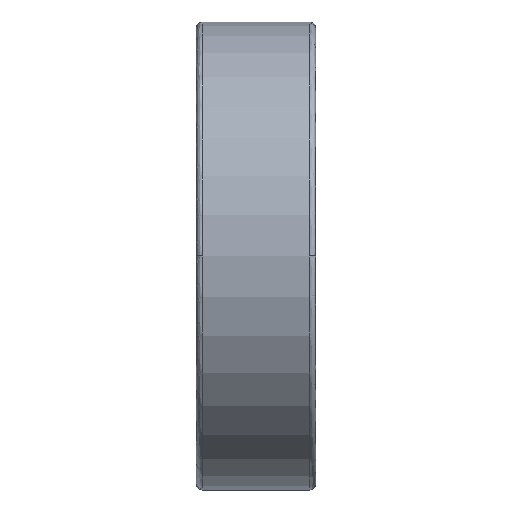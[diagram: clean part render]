
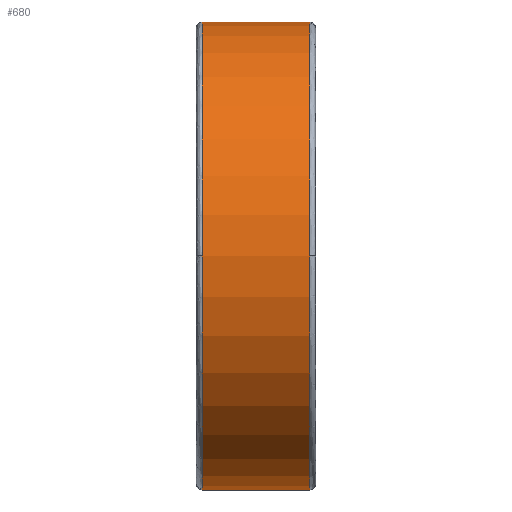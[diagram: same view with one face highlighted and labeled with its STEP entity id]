
A CAD part, front view. The second image highlights one B-rep face of the part: STEP entity #680.
In plain terms, the highlighted cylindrical face has radius 23.5 mm (diameter 47 mm), a partial arc.
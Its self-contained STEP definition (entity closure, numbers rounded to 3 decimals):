
#2 = EDGE_CURVE ( 'NONE', #595, #843, #517, .T. ) ;
#13 = DIRECTION ( 'NONE',  ( -1., 0., 0. ) ) ;
#22 = DIRECTION ( 'NONE',  ( 0., 0., -1. ) ) ;
#97 = CIRCLE ( 'NONE', #443, 23.5 ) ;
#100 = ORIENTED_EDGE ( 'NONE', *, *, #2, .T. ) ;
#117 = ORIENTED_EDGE ( 'NONE', *, *, #716, .T. ) ;
#122 = CARTESIAN_POINT ( 'NONE',  ( 11.4, 0., -23.5 ) ) ;
#135 = DIRECTION ( 'NONE',  ( 0., 0., -1. ) ) ;
#149 = CIRCLE ( 'NONE', #473, 23.5 ) ;
#161 = FACE_OUTER_BOUND ( 'NONE', #643, .T. ) ;
#168 = EDGE_CURVE ( 'NONE', #816, #843, #452, .T. ) ;
#175 = VECTOR ( 'NONE', #511, 1000. ) ;
#208 = CARTESIAN_POINT ( 'NONE',  ( 0.6, -23.5, 0. ) ) ;
#223 = DIRECTION ( 'NONE',  ( -1., 0., 0. ) ) ;
#243 = EDGE_CURVE ( 'NONE', #816, #824, #97, .T. ) ;
#251 = VERTEX_POINT ( 'NONE', #122 ) ;
#264 = DIRECTION ( 'NONE',  ( 1., 0., 0. ) ) ;
#266 = CIRCLE ( 'NONE', #457, 23.5 ) ;
#288 = CYLINDRICAL_SURFACE ( 'NONE', #410, 23.5 ) ;
#294 = DIRECTION ( 'NONE',  ( 1., 0., 0. ) ) ;
#301 = ORIENTED_EDGE ( 'NONE', *, *, #243, .T. ) ;
#322 = DIRECTION ( 'NONE',  ( 1., 0., 0. ) ) ;
#340 = VERTEX_POINT ( 'NONE', #608 ) ;
#354 = CARTESIAN_POINT ( 'NONE',  ( 11.4, 0., 0. ) ) ;
#368 = LINE ( 'NONE', #822, #175 ) ;
#410 = AXIS2_PLACEMENT_3D ( 'NONE', #779, #264, #719 ) ;
#415 = DIRECTION ( 'NONE',  ( 0., 0., -1. ) ) ;
#417 = AXIS2_PLACEMENT_3D ( 'NONE', #354, #223, #415 ) ;
#443 = AXIS2_PLACEMENT_3D ( 'NONE', #778, #322, #592 ) ;
#452 = LINE ( 'NONE', #572, #641 ) ;
#457 = AXIS2_PLACEMENT_3D ( 'NONE', #522, #13, #135 ) ;
#473 = AXIS2_PLACEMENT_3D ( 'NONE', #686, #294, #22 ) ;
#478 = ORIENTED_EDGE ( 'NONE', *, *, #168, .F. ) ;
#497 = DIRECTION ( 'NONE',  ( 1., 0., 0. ) ) ;
#511 = DIRECTION ( 'NONE',  ( 1., 0., 0. ) ) ;
#517 = CIRCLE ( 'NONE', #417, 23.5 ) ;
#522 = CARTESIAN_POINT ( 'NONE',  ( 11.4, 0., 0. ) ) ;
#572 = CARTESIAN_POINT ( 'NONE',  ( 6., 0., 23.5 ) ) ;
#592 = DIRECTION ( 'NONE',  ( 0., 0., -1. ) ) ;
#595 = VERTEX_POINT ( 'NONE', #639 ) ;
#605 = ORIENTED_EDGE ( 'NONE', *, *, #607, .T. ) ;
#607 = EDGE_CURVE ( 'NONE', #340, #251, #368, .T. ) ;
#608 = CARTESIAN_POINT ( 'NONE',  ( 0.6, 0., -23.5 ) ) ;
#609 = CARTESIAN_POINT ( 'NONE',  ( 0.6, 0., 23.5 ) ) ;
#639 = CARTESIAN_POINT ( 'NONE',  ( 11.4, -23.5, 0. ) ) ;
#641 = VECTOR ( 'NONE', #497, 1000. ) ;
#643 = EDGE_LOOP ( 'NONE', ( #478, #301, #652, #605, #117, #100 ) ) ;
#652 = ORIENTED_EDGE ( 'NONE', *, *, #842, .T. ) ;
#680 = ADVANCED_FACE ( 'NONE', ( #161 ), #288, .T. ) ;
#686 = CARTESIAN_POINT ( 'NONE',  ( 0.6, 0., 0. ) ) ;
#716 = EDGE_CURVE ( 'NONE', #251, #595, #266, .T. ) ;
#719 = DIRECTION ( 'NONE',  ( 0., 0., -1. ) ) ;
#728 = CARTESIAN_POINT ( 'NONE',  ( 11.4, 0., 23.5 ) ) ;
#778 = CARTESIAN_POINT ( 'NONE',  ( 0.6, 0., 0. ) ) ;
#779 = CARTESIAN_POINT ( 'NONE',  ( 6., 0., 0. ) ) ;
#816 = VERTEX_POINT ( 'NONE', #609 ) ;
#822 = CARTESIAN_POINT ( 'NONE',  ( 6., 0., -23.5 ) ) ;
#824 = VERTEX_POINT ( 'NONE', #208 ) ;
#842 = EDGE_CURVE ( 'NONE', #824, #340, #149, .T. ) ;
#843 = VERTEX_POINT ( 'NONE', #728 ) ;
